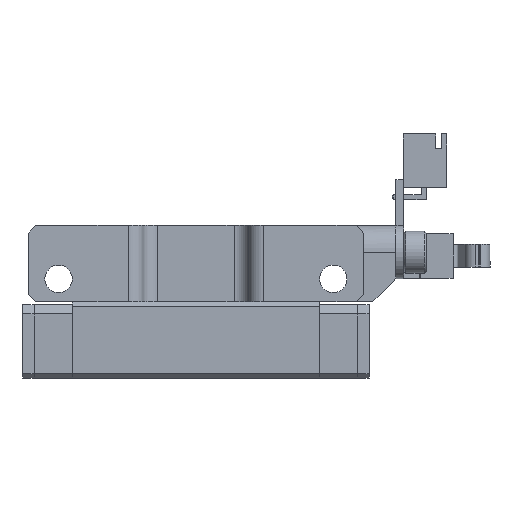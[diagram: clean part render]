
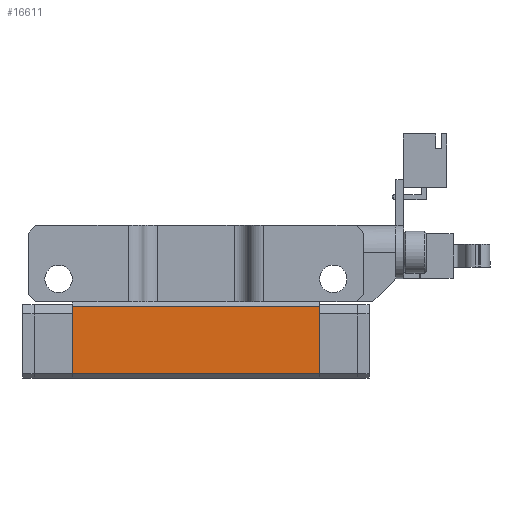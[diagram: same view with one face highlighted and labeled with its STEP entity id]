
A CAD part, front view. The second image highlights one B-rep face of the part: STEP entity #16611.
In plain terms, the highlighted face is planar.
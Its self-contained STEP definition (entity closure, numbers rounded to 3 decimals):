
#1788=PLANE('',#17886);
#2644=FACE_OUTER_BOUND('',#3663,.T.);
#3663=EDGE_LOOP('',(#14365,#14366,#14367,#14368));
#4811=LINE('',#30525,#6150);
#4813=LINE('',#30529,#6152);
#4814=LINE('',#30531,#6153);
#4815=LINE('',#30532,#6154);
#6150=VECTOR('',#21129,1000.);
#6152=VECTOR('',#21133,1000.);
#6153=VECTOR('',#21134,1000.);
#6154=VECTOR('',#21135,1000.);
#8127=VERTEX_POINT('',#30522);
#8128=VERTEX_POINT('',#30524);
#8129=VERTEX_POINT('',#30528);
#8130=VERTEX_POINT('',#30530);
#10305=EDGE_CURVE('',#8128,#8127,#4811,.T.);
#10307=EDGE_CURVE('',#8127,#8129,#4813,.T.);
#10308=EDGE_CURVE('',#8130,#8129,#4814,.T.);
#10309=EDGE_CURVE('',#8128,#8130,#4815,.T.);
#14365=ORIENTED_EDGE('',*,*,#10307,.T.);
#14366=ORIENTED_EDGE('',*,*,#10308,.F.);
#14367=ORIENTED_EDGE('',*,*,#10309,.F.);
#14368=ORIENTED_EDGE('',*,*,#10305,.T.);
#16611=ADVANCED_FACE('',(#2644),#1788,.F.);
#17886=AXIS2_PLACEMENT_3D('',#30527,#21131,#21132);
#21129=DIRECTION('',(0.,0.,-1.));
#21131=DIRECTION('center_axis',(1.,0.,0.));
#21132=DIRECTION('ref_axis',(0.,0.,-1.));
#21133=DIRECTION('',(0.,-1.,0.));
#21134=DIRECTION('',(0.,0.,-1.));
#21135=DIRECTION('',(0.,-1.,0.));
#30522=CARTESIAN_POINT('',(-13.5,6.9,-16.2));
#30524=CARTESIAN_POINT('',(-13.5,6.9,16.2));
#30525=CARTESIAN_POINT('',(-13.5,6.9,16.2));
#30527=CARTESIAN_POINT('Origin',(-13.5,6.9,16.2));
#30528=CARTESIAN_POINT('',(-13.5,-1.9,-16.2));
#30529=CARTESIAN_POINT('',(-13.5,6.9,-16.2));
#30530=CARTESIAN_POINT('',(-13.5,-1.9,16.2));
#30531=CARTESIAN_POINT('',(-13.5,-1.9,16.2));
#30532=CARTESIAN_POINT('',(-13.5,6.9,16.2));
